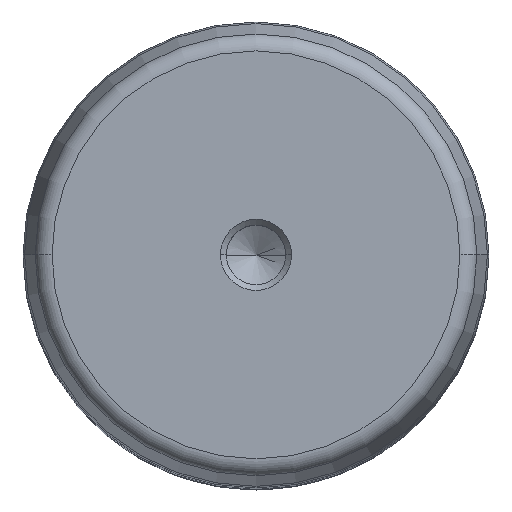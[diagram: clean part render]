
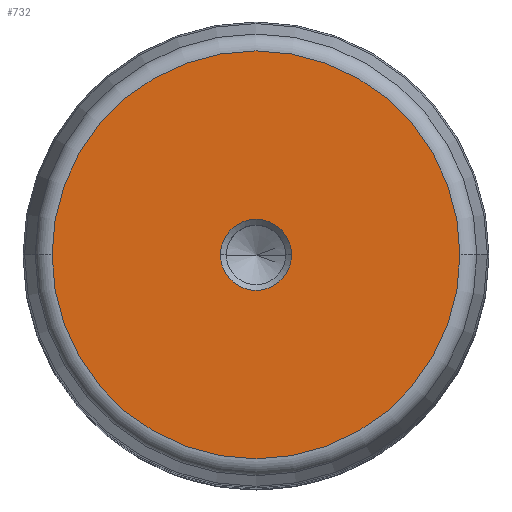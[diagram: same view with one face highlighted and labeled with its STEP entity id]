
A CAD part, top view. The second image highlights one B-rep face of the part: STEP entity #732.
In plain terms, the highlighted planar face has unit normal (0, 0, 1).
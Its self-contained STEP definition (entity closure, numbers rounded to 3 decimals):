
#52 = EDGE_CURVE ( 'NONE', #2425, #1841, #167, .T. ) ;
#104 = FACE_OUTER_BOUND ( 'NONE', #176, .T. ) ;
#145 = CARTESIAN_POINT ( 'NONE',  ( 0., 0., 224. ) ) ;
#149 = CARTESIAN_POINT ( 'NONE',  ( 0., 0., 224. ) ) ;
#163 = DIRECTION ( 'NONE',  ( 0., 0., -1. ) ) ;
#167 = CIRCLE ( 'NONE', #2440, 6.1 ) ;
#173 = CARTESIAN_POINT ( 'NONE',  ( 0., 0., 224. ) ) ;
#176 = EDGE_LOOP ( 'NONE', ( #181, #3076 ) ) ;
#181 = ORIENTED_EDGE ( 'NONE', *, *, #691, .T. ) ;
#343 = EDGE_CURVE ( 'NONE', #1841, #2425, #1278, .T. ) ;
#376 = ORIENTED_EDGE ( 'NONE', *, *, #343, .T. ) ;
#527 = AXIS2_PLACEMENT_3D ( 'NONE', #145, #3494, #2355 ) ;
#551 = CARTESIAN_POINT ( 'NONE',  ( -6.1, 0., 224. ) ) ;
#691 = EDGE_CURVE ( 'NONE', #2561, #2098, #746, .T. ) ;
#710 = DIRECTION ( 'NONE',  ( 1., 0., 0. ) ) ;
#730 = CARTESIAN_POINT ( 'NONE',  ( 0., 0., 224. ) ) ;
#732 = ADVANCED_FACE ( 'NONE', ( #104, #1391 ), #2924, .T. ) ;
#746 = CIRCLE ( 'NONE', #527, 35.019 ) ;
#1083 = AXIS2_PLACEMENT_3D ( 'NONE', #173, #2083, #1284 ) ;
#1195 = CARTESIAN_POINT ( 'NONE',  ( 0., 0., 224. ) ) ;
#1278 = CIRCLE ( 'NONE', #2927, 6.1 ) ;
#1284 = DIRECTION ( 'NONE',  ( 1., 0., 0. ) ) ;
#1391 = FACE_BOUND ( 'NONE', #3048, .T. ) ;
#1815 = CARTESIAN_POINT ( 'NONE',  ( 35.019, 0., 224. ) ) ;
#1841 = VERTEX_POINT ( 'NONE', #551 ) ;
#2083 = DIRECTION ( 'NONE',  ( 0., 0., 1. ) ) ;
#2091 = DIRECTION ( 'NONE',  ( 0., 0., 1. ) ) ;
#2098 = VERTEX_POINT ( 'NONE', #2833 ) ;
#2115 = DIRECTION ( 'NONE',  ( 1., 0., 0. ) ) ;
#2174 = ORIENTED_EDGE ( 'NONE', *, *, #52, .T. ) ;
#2197 = CARTESIAN_POINT ( 'NONE',  ( 6.1, 0., 224. ) ) ;
#2256 = EDGE_CURVE ( 'NONE', #2098, #2561, #2432, .T. ) ;
#2355 = DIRECTION ( 'NONE',  ( 1., 0., 0. ) ) ;
#2425 = VERTEX_POINT ( 'NONE', #2197 ) ;
#2432 = CIRCLE ( 'NONE', #3233, 35.019 ) ;
#2440 = AXIS2_PLACEMENT_3D ( 'NONE', #1195, #2564, #2795 ) ;
#2561 = VERTEX_POINT ( 'NONE', #1815 ) ;
#2564 = DIRECTION ( 'NONE',  ( 0., 0., -1. ) ) ;
#2795 = DIRECTION ( 'NONE',  ( 1., 0., 0. ) ) ;
#2833 = CARTESIAN_POINT ( 'NONE',  ( -35.019, 0., 224. ) ) ;
#2924 = PLANE ( 'NONE',  #1083 ) ;
#2927 = AXIS2_PLACEMENT_3D ( 'NONE', #149, #163, #710 ) ;
#3048 = EDGE_LOOP ( 'NONE', ( #2174, #376 ) ) ;
#3076 = ORIENTED_EDGE ( 'NONE', *, *, #2256, .T. ) ;
#3233 = AXIS2_PLACEMENT_3D ( 'NONE', #730, #2091, #2115 ) ;
#3494 = DIRECTION ( 'NONE',  ( 0., 0., 1. ) ) ;
